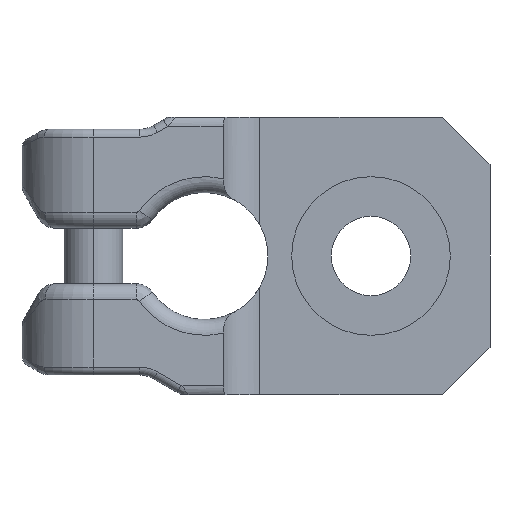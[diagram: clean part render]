
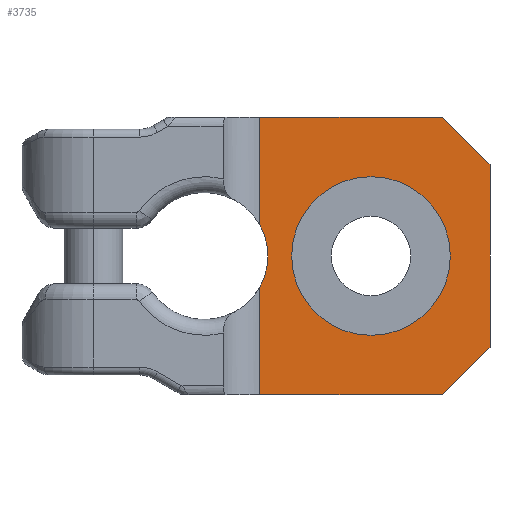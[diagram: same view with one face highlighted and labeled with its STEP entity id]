
A CAD part, front view. The second image highlights one B-rep face of the part: STEP entity #3735.
In plain terms, the highlighted planar face has unit normal (0, -1, 0).
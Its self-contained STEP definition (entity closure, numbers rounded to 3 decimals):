
#1=CARTESIAN_POINT('',(29.966,-6.,3.935));
#12=CARTESIAN_POINT('',(23.,-6.,0.));
#13=DIRECTION('',(0.,1.,0.));
#14=DIRECTION('',(0.871,0.,0.492));
#15=AXIS2_PLACEMENT_3D('',#12,#13,#14);
#112=DIRECTION('',(0.,0.,1.));
#113=VECTOR('',#112,13.565);
#114=CARTESIAN_POINT('',(29.966,-6.,-17.5));
#115=LINE('',#114,#113);
#121=DIRECTION('',(0.,0.,1.));
#122=VECTOR('',#121,13.565);
#123=CARTESIAN_POINT('',(29.966,-6.,3.935));
#124=LINE('',#123,#122);
#133=DIRECTION('',(1.,0.,0.));
#134=VECTOR('',#133,23.034);
#135=CARTESIAN_POINT('',(29.966,-6.,-17.5));
#136=LINE('',#135,#134);
#137=DIRECTION('',(0.707,0.,0.707));
#138=VECTOR('',#137,8.485);
#139=CARTESIAN_POINT('',(53.,-6.,-17.5));
#140=LINE('',#139,#138);
#141=DIRECTION('',(-0.707,0.,0.707));
#142=VECTOR('',#141,8.485);
#143=CARTESIAN_POINT('',(59.,-6.,11.5));
#144=LINE('',#143,#142);
#145=DIRECTION('',(0.,0.,-1.));
#146=VECTOR('',#145,23.);
#147=CARTESIAN_POINT('',(59.,-6.,11.5));
#148=LINE('',#147,#146);
#149=CARTESIAN_POINT('',(44.,-6.,0.));
#150=DIRECTION('',(0.,1.,0.));
#151=DIRECTION('',(0.,0.,-1.));
#152=AXIS2_PLACEMENT_3D('',#149,#150,#151);
#154=CARTESIAN_POINT('',(44.,-6.,0.));
#155=DIRECTION('',(0.,1.,0.));
#156=DIRECTION('',(0.,0.,1.));
#157=AXIS2_PLACEMENT_3D('',#154,#155,#156);
#163=DIRECTION('',(-1.,0.,0.));
#164=VECTOR('',#163,23.034);
#165=CARTESIAN_POINT('',(53.,-6.,17.5));
#166=LINE('',#165,#164);
#3003=VERTEX_POINT('',#1);
#3009=CARTESIAN_POINT('',(29.966,-6.,-3.935));
#3010=VERTEX_POINT('',#3009);
#3055=CARTESIAN_POINT('',(29.966,-6.,-17.5));
#3056=VERTEX_POINT('',#3055);
#3057=CARTESIAN_POINT('',(29.966,-6.,17.5));
#3058=VERTEX_POINT('',#3057);
#3063=CARTESIAN_POINT('',(53.,-6.,-17.5));
#3064=CARTESIAN_POINT('',(59.,-6.,-11.5));
#3065=VERTEX_POINT('',#3063);
#3066=VERTEX_POINT('',#3064);
#3071=CARTESIAN_POINT('',(59.,-6.,11.5));
#3072=CARTESIAN_POINT('',(53.,-6.,17.5));
#3073=VERTEX_POINT('',#3071);
#3074=VERTEX_POINT('',#3072);
#3099=CARTESIAN_POINT('',(44.,-6.,-10.));
#3100=CARTESIAN_POINT('',(44.,-6.,10.));
#3101=VERTEX_POINT('',#3099);
#3102=VERTEX_POINT('',#3100);
#3711=CARTESIAN_POINT('',(59.,-6.,-23.));
#3712=DIRECTION('',(0.,1.,0.));
#3713=DIRECTION('',(-1.,0.,0.));
#3714=AXIS2_PLACEMENT_3D('',#3711,#3712,#3713);
#3715=PLANE('',#3714);
#3716=ORIENTED_EDGE('',*,*,#3701,.F.);
#3717=ORIENTED_EDGE('',*,*,#3691,.F.);
#3718=ORIENTED_EDGE('',*,*,#3643,.T.);
#3719=ORIENTED_EDGE('',*,*,#3594,.F.);
#3720=ORIENTED_EDGE('',*,*,#3655,.T.);
#3722=ORIENTED_EDGE('',*,*,#3721,.F.);
#3724=ORIENTED_EDGE('',*,*,#3723,.F.);
#3726=ORIENTED_EDGE('',*,*,#3725,.T.);
#3727=EDGE_LOOP('',(#3716,#3717,#3718,#3719,#3720,#3722,#3724,#3726));
#3728=FACE_OUTER_BOUND('',#3727,.F.);
#3730=ORIENTED_EDGE('',*,*,#3729,.F.);
#3732=ORIENTED_EDGE('',*,*,#3731,.F.);
#3733=EDGE_LOOP('',(#3730,#3732));
#3734=FACE_BOUND('',#3733,.F.);
#3735=ADVANCED_FACE('',(#3728,#3734),#3715,.F.);
#16=CIRCLE('',#15,8.);
#153=CIRCLE('',#152,10.);
#158=CIRCLE('',#157,10.);
#3594=EDGE_CURVE('',#3003,#3010,#16,.T.);
#3643=EDGE_CURVE('',#3056,#3010,#115,.T.);
#3655=EDGE_CURVE('',#3003,#3058,#124,.T.);
#3691=EDGE_CURVE('',#3056,#3065,#136,.T.);
#3701=EDGE_CURVE('',#3065,#3066,#140,.T.);
#3721=EDGE_CURVE('',#3074,#3058,#166,.T.);
#3723=EDGE_CURVE('',#3073,#3074,#144,.T.);
#3725=EDGE_CURVE('',#3073,#3066,#148,.T.);
#3729=EDGE_CURVE('',#3101,#3102,#153,.T.);
#3731=EDGE_CURVE('',#3102,#3101,#158,.T.);
